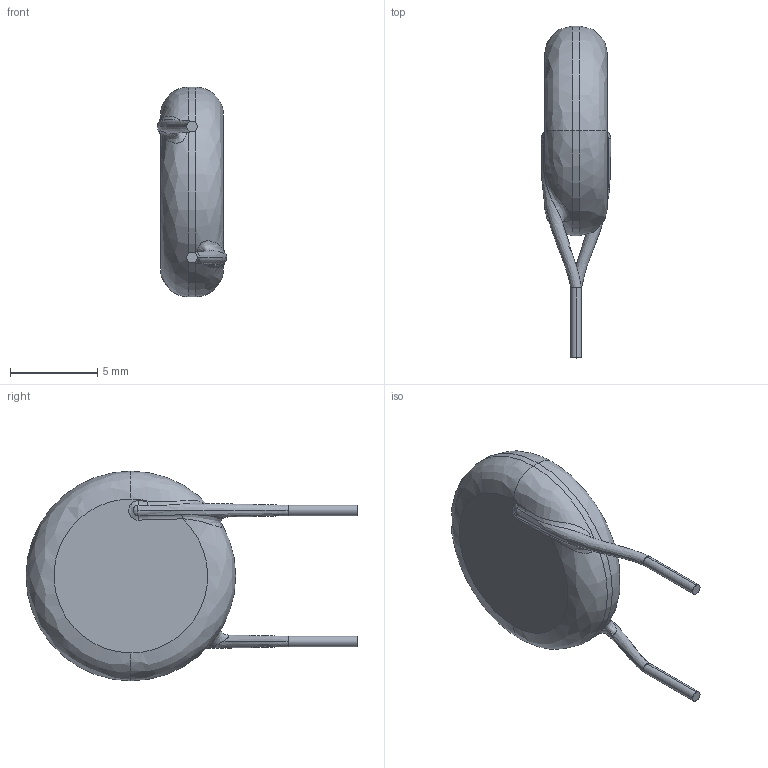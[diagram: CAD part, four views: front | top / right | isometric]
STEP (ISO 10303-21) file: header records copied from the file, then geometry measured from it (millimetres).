
FILE_DESCRIPTION (( 'STEP AP214' ), '1' );
FILE_NAME ('User Library-DEBB33A472KA3B.STEP', '2020-12-24T04:52:21', ( '' ), ( '' ), 'SwSTEP 2.0', 'SolidWorks 2020', '' );
FILE_SCHEMA (( 'AUTOMOTIVE_DESIGN' ));
Length unit declared in the file: millimetre
Products named in the file (1): User Library-DEBB33A472KA3B
Bounding box: 3.98 x 19 x 12 mm (x, y, z)
Volume: 375.6 mm3; surface area: 345.3 mm2
Topology: 3 solids, 3 shells, 32 faces, 66 edges, 40 vertices
Faces by surface type: bspline 18, plane 8, cylinder 6
Entity records: 4229 total; most frequent: CARTESIAN_POINT 3284, ORIENTED_EDGE 132, DIRECTION 68, EDGE_CURVE 66, VERTEX_POINT 40, B_SPLINE_CURVE_WITH_KNOTS 40, UNCERTAINTY_MEASURE_WITH_UNIT 37, SURFACE_STYLE_FILL_AREA 36
